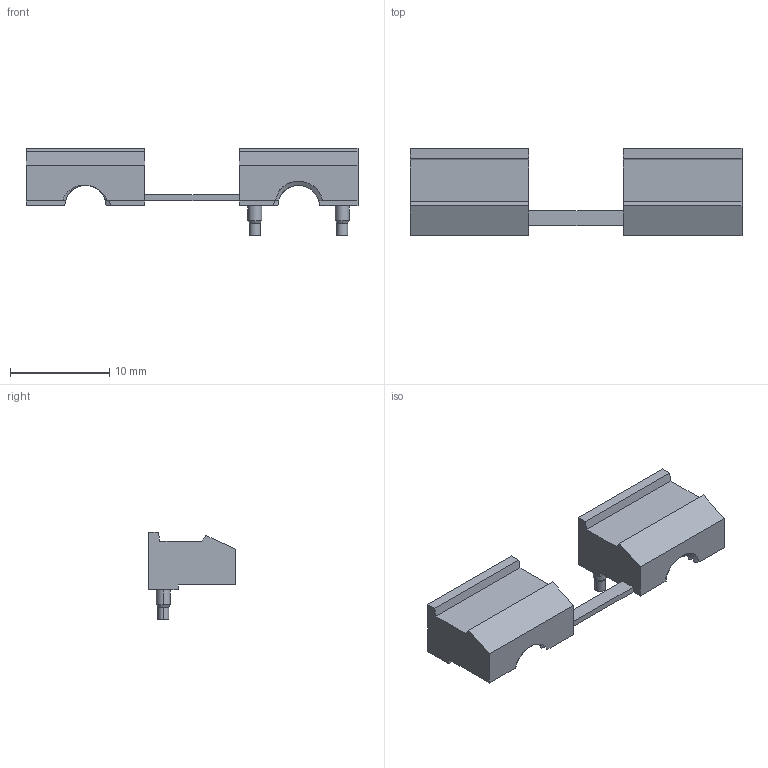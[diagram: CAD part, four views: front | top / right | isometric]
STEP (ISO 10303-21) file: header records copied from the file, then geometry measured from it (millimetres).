
FILE_DESCRIPTION (( 'STEP AP214' ), '1' );
FILE_NAME ('6211681', '2019-01-28T16:54:00', ( '' ), ('JUGARD+KÜNSTNER GmbH'), 'SwSTEP 2.0', 'SolidWorks 2017', '' );
FILE_SCHEMA (( 'AUTOMOTIVE_DESIGN' ));
Length unit declared in the file: millimetre
Products named in the file (1): 6211681
Bounding box: 33.5 x 8.8 x 8.8 mm (x, y, z)
Volume: 844.3 mm3; surface area: 1002.3 mm2
Topology: 1 solids, 1 shells, 155 faces, 446 edges, 297 vertices
Faces by surface type: bspline 61, cylinder 49, plane 36, cone 9
Entity records: 33156 total; most frequent: CARTESIAN_POINT 29756, ORIENTED_EDGE 892, DIRECTION 481, EDGE_CURVE 446, VERTEX_POINT 297, LINE 211, VECTOR 211, EDGE_LOOP 159
